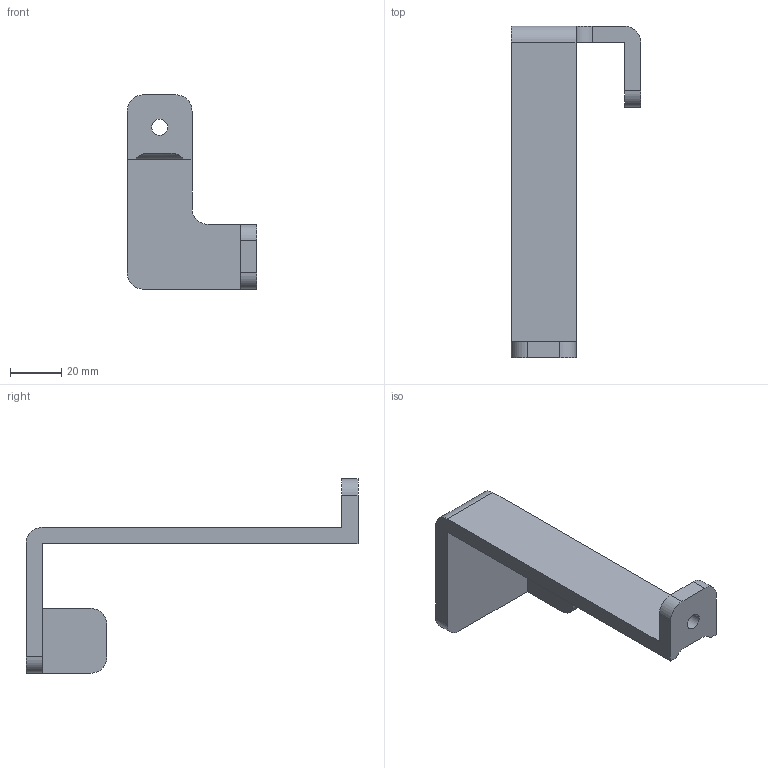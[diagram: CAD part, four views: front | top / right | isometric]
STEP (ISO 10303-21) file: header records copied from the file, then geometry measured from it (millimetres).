
FILE_DESCRIPTION((''),'2;1');
FILE_NAME('LONGBOX_ALIGNMENT_MIRROR','2025-07-23T08:38:39',('N81573'),(''),'CREO PARAMETRIC BY PTC INC, 2022164','CREO PARAMETRIC BY PTC INC, 2022164','');
FILE_SCHEMA(('CONFIG_CONTROL_DESIGN'));
Length unit declared in the file: inch
Products named in the file (1): LONGBOX_ALIGNMENT_MIRROR
Bounding box: 50.8 x 130.18 x 76.2 mm (x, y, z)
Volume: 39135.5 mm3; surface area: 15958.8 mm2
Topology: 1 solids, 1 shells, 28 faces, 78 edges, 52 vertices
Faces by surface type: plane 15, cylinder 13
Entity records: 1084 total; most frequent: CARTESIAN_POINT 298, ORIENTED_EDGE 156, DIRECTION 154, EDGE_CURVE 78, VECTOR 54, LINE 54, VERTEX_POINT 52, AXIS2_PLACEMENT_3D 50
